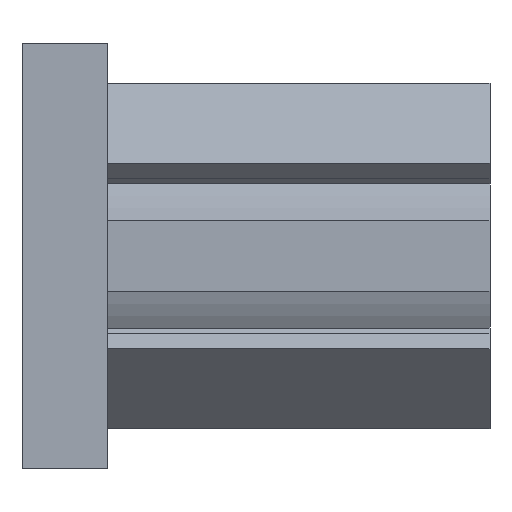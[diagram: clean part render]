
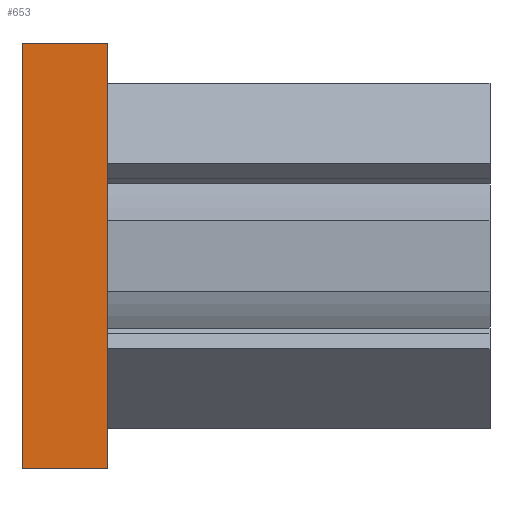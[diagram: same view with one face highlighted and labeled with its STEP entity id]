
A CAD part, left-side view. The second image highlights one B-rep face of the part: STEP entity #653.
In plain terms, the highlighted planar face has unit normal (-1, 0, 0).
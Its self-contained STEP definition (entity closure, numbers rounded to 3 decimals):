
#52 = VECTOR ( 'NONE', #1570, 1000. ) ;
#60 = LINE ( 'NONE', #664, #520 ) ;
#71 = VERTEX_POINT ( 'NONE', #616 ) ;
#90 = VERTEX_POINT ( 'NONE', #1330 ) ;
#94 = DIRECTION ( 'NONE',  ( 1., 0., 0. ) ) ;
#115 = CARTESIAN_POINT ( 'NONE',  ( -15., 6., 15. ) ) ;
#120 = LINE ( 'NONE', #826, #52 ) ;
#122 = ORIENTED_EDGE ( 'NONE', *, *, #564, .T. ) ;
#145 = AXIS2_PLACEMENT_3D ( 'NONE', #1561, #94, #1534 ) ;
#401 = EDGE_CURVE ( 'NONE', #90, #1331, #1172, .T. ) ;
#520 = VECTOR ( 'NONE', #1250, 1000. ) ;
#564 = EDGE_CURVE ( 'NONE', #937, #71, #60, .T. ) ;
#616 = CARTESIAN_POINT ( 'NONE',  ( -15., 0., -15. ) ) ;
#653 = ADVANCED_FACE ( 'NONE', ( #1714 ), #1409, .F. ) ;
#664 = CARTESIAN_POINT ( 'NONE',  ( -15., 6., -15. ) ) ;
#826 = CARTESIAN_POINT ( 'NONE',  ( -15., 6., -15. ) ) ;
#843 = LINE ( 'NONE', #1450, #1128 ) ;
#934 = CARTESIAN_POINT ( 'NONE',  ( -15., 6., -15. ) ) ;
#937 = VERTEX_POINT ( 'NONE', #934 ) ;
#1000 = DIRECTION ( 'NONE',  ( 0., 0., 1. ) ) ;
#1049 = VECTOR ( 'NONE', #1300, 1000. ) ;
#1065 = ORIENTED_EDGE ( 'NONE', *, *, #1238, .F. ) ;
#1128 = VECTOR ( 'NONE', #1000, 1000. ) ;
#1172 = LINE ( 'NONE', #115, #1049 ) ;
#1175 = EDGE_CURVE ( 'NONE', #71, #1331, #843, .T. ) ;
#1238 = EDGE_CURVE ( 'NONE', #937, #90, #120, .T. ) ;
#1250 = DIRECTION ( 'NONE',  ( 0., -1., 0. ) ) ;
#1300 = DIRECTION ( 'NONE',  ( 0., -1., 0. ) ) ;
#1328 = CARTESIAN_POINT ( 'NONE',  ( -15., 0., 15. ) ) ;
#1330 = CARTESIAN_POINT ( 'NONE',  ( -15., 6., 15. ) ) ;
#1331 = VERTEX_POINT ( 'NONE', #1328 ) ;
#1409 = PLANE ( 'NONE',  #145 ) ;
#1449 = ORIENTED_EDGE ( 'NONE', *, *, #1175, .T. ) ;
#1450 = CARTESIAN_POINT ( 'NONE',  ( -15., 0., -15. ) ) ;
#1534 = DIRECTION ( 'NONE',  ( 0., 0., -1. ) ) ;
#1541 = ORIENTED_EDGE ( 'NONE', *, *, #401, .F. ) ;
#1561 = CARTESIAN_POINT ( 'NONE',  ( -15., 6., -15. ) ) ;
#1570 = DIRECTION ( 'NONE',  ( 0., 0., 1. ) ) ;
#1714 = FACE_OUTER_BOUND ( 'NONE', #1773, .T. ) ;
#1773 = EDGE_LOOP ( 'NONE', ( #1449, #1541, #1065, #122 ) ) ;
